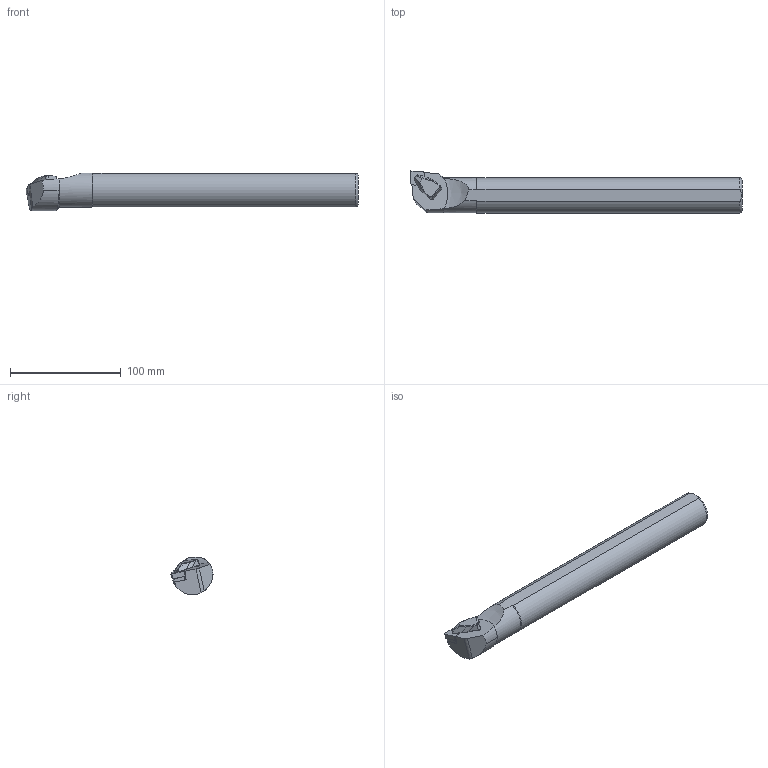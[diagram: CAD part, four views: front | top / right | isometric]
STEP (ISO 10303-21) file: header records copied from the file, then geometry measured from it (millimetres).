
FILE_DESCRIPTION(/* description */ (''),/* implementation_level */ '2;1');
FILE_NAME(/* name */ 'S32T-TCLNL-12.stp',/* time_stamp */ '2023-10-05T16:32:01+03:00',/* author */ (''),/* organization */ (''),/* preprocessor_version */ 'ST-DEVELOPER v19.4',/* originating_system */ 'SIEMENS PLM Software NX2306.3001',/* authorisation */ '');
FILE_SCHEMA (('AUTOMOTIVE_DESIGN { 1 0 10303 214 3 1 1 1 }'));
Length unit declared in the file: millimetre
Products named in the file (1): S32T-TCLNR-12
Bounding box: 300 x 38 x 33.56 mm (x, y, z)
Volume: 230072.8 mm3; surface area: 32375.8 mm2
Topology: 2 solids, 2 shells, 104 faces, 258 edges, 159 vertices
Faces by surface type: cylinder 46, plane 38, bspline 12, cone 3, torus 3, sphere 2
Full cylindrical faces by diameter (mm): 4.4 x1, 6.4 x1
Entity records: 4129 total; most frequent: CARTESIAN_POINT 1650, DIRECTION 533, ORIENTED_EDGE 502, EDGE_CURVE 251, AXIS2_PLACEMENT_3D 205, VERTEX_POINT 158, LINE 123, VECTOR 123
